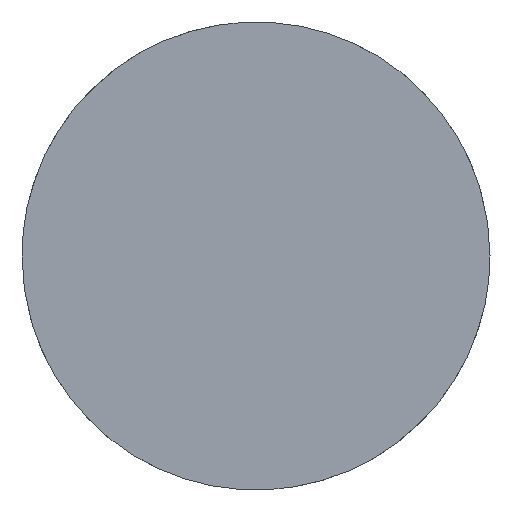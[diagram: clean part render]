
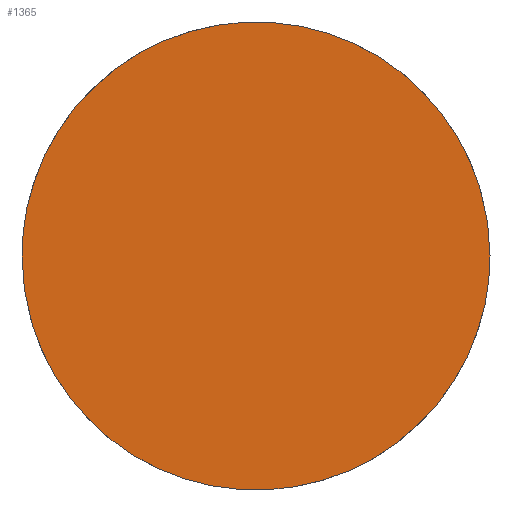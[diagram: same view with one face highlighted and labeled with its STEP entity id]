
A CAD part, left-side view. The second image highlights one B-rep face of the part: STEP entity #1365.
In plain terms, the highlighted planar face has unit normal (-1, 0, 0).
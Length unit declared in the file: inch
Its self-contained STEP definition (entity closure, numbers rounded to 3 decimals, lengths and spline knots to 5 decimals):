
#20 = CARTESIAN_POINT ( 'NONE',  ( -0.05372, -0.00563, -0.04508 ) ) ;
#21 = CARTESIAN_POINT ( 'NONE',  ( -0.05372, 0.0454, 0. ) ) ;
#27 = CARTESIAN_POINT ( 'NONE',  ( -0.05372, -0.01143, -0.04392 ) ) ;
#31 = CARTESIAN_POINT ( 'NONE',  ( -0.05372, -0.02735, 0.03609 ) ) ;
#67 = ORIENTED_EDGE ( 'NONE', *, *, #678, .T. ) ;
#76 = DIRECTION ( 'NONE',  ( -1., 0., 0. ) ) ;
#119 = CARTESIAN_POINT ( 'NONE',  ( -0.05372, 0.03641, 0.02767 ) ) ;
#121 = CARTESIAN_POINT ( 'NONE',  ( -0.05372, -0.04476, -0.00599 ) ) ;
#125 = CARTESIAN_POINT ( 'NONE',  ( -0.05372, 0.0454, 0.00599 ) ) ;
#129 = CARTESIAN_POINT ( 'NONE',  ( -0.05372, -0.02243, -0.03938 ) ) ;
#140 = CARTESIAN_POINT ( 'NONE',  ( -0.05372, -0.03576, 0.02766 ) ) ;
#228 = CARTESIAN_POINT ( 'NONE',  ( -0.05372, 0.0397, -0.02275 ) ) ;
#247 = CARTESIAN_POINT ( 'NONE',  ( -0.05372, 0.04425, 0.01174 ) ) ;
#249 = B_SPLINE_CURVE_WITH_KNOTS ( 'NONE', 3,
 ( #571, #917, #783, #228, #897, #1120, #684, #1231, #1367, #20, #27, #129, #667, #363, #1019, #468, #121, #1114 ),
 .UNSPECIFIED., .F., .F.,
 ( 4, 2, 2, 2, 2, 2, 2, 2, 4 ),
 ( 0., 0.125, 0.25, 0.375, 0.5, 0.625, 0.75, 0.875, 1. ),
 .UNSPECIFIED. ) ;
#303 = PLANE ( 'NONE',  #375 ) ;
#363 = CARTESIAN_POINT ( 'NONE',  ( -0.05372, -0.03577, -0.02767 ) ) ;
#375 = AXIS2_PLACEMENT_3D ( 'NONE', #974, #76, #737 ) ;
#462 = CARTESIAN_POINT ( 'NONE',  ( -0.05372, 0.02798, 0.03608 ) ) ;
#468 = CARTESIAN_POINT ( 'NONE',  ( -0.05372, -0.04362, -0.01174 ) ) ;
#471 = CARTESIAN_POINT ( 'NONE',  ( -0.05372, -0.02243, 0.03937 ) ) ;
#477 = CARTESIAN_POINT ( 'NONE',  ( -0.05372, -0.01144, 0.04393 ) ) ;
#571 = CARTESIAN_POINT ( 'NONE',  ( -0.05372, 0.0454, 0. ) ) ;
#575 = CARTESIAN_POINT ( 'NONE',  ( -0.05372, -0.03906, 0.02275 ) ) ;
#667 = CARTESIAN_POINT ( 'NONE',  ( -0.05372, -0.02734, -0.03608 ) ) ;
#678 = EDGE_CURVE ( 'NONE', #1410, #695, #806, .T. ) ;
#680 = CARTESIAN_POINT ( 'NONE',  ( -0.05372, 0.02307, 0.03938 ) ) ;
#684 = CARTESIAN_POINT ( 'NONE',  ( -0.05372, 0.02307, -0.03937 ) ) ;
#695 = VERTEX_POINT ( 'NONE', #21 ) ;
#737 = DIRECTION ( 'NONE',  ( 0., 1., 0. ) ) ;
#783 = CARTESIAN_POINT ( 'NONE',  ( -0.05372, 0.04424, -0.01175 ) ) ;
#806 = B_SPLINE_CURVE_WITH_KNOTS ( 'NONE', 3,
 ( #1025, #1349, #1016, #575, #140, #31, #471, #477, #899, #913, #1147, #680, #462, #119, #1122, #247, #125, #1263 ),
 .UNSPECIFIED., .F., .F.,
 ( 4, 2, 2, 2, 2, 2, 2, 2, 4 ),
 ( 0., 0.125, 0.25, 0.375, 0.5, 0.625, 0.75, 0.875, 1. ),
 .UNSPECIFIED. ) ;
#897 = CARTESIAN_POINT ( 'NONE',  ( -0.05372, 0.0364, -0.02766 ) ) ;
#899 = CARTESIAN_POINT ( 'NONE',  ( -0.05372, -0.00563, 0.04507 ) ) ;
#913 = CARTESIAN_POINT ( 'NONE',  ( -0.05372, 0.00627, 0.04508 ) ) ;
#917 = CARTESIAN_POINT ( 'NONE',  ( -0.05372, 0.0454, -0.00596 ) ) ;
#966 = CARTESIAN_POINT ( 'NONE',  ( -0.05372, -0.04476, 0. ) ) ;
#974 = CARTESIAN_POINT ( 'NONE',  ( -0.05372, -0.04476, 0. ) ) ;
#1016 = CARTESIAN_POINT ( 'NONE',  ( -0.05372, -0.0436, 0.01175 ) ) ;
#1019 = CARTESIAN_POINT ( 'NONE',  ( -0.05372, -0.03904, -0.02276 ) ) ;
#1025 = CARTESIAN_POINT ( 'NONE',  ( -0.05372, -0.04476, 0. ) ) ;
#1044 = EDGE_LOOP ( 'NONE', ( #67, #1154 ) ) ;
#1114 = CARTESIAN_POINT ( 'NONE',  ( -0.05372, -0.04476, 0. ) ) ;
#1120 = CARTESIAN_POINT ( 'NONE',  ( -0.05372, 0.02799, -0.03609 ) ) ;
#1122 = CARTESIAN_POINT ( 'NONE',  ( -0.05372, 0.03968, 0.02276 ) ) ;
#1147 = CARTESIAN_POINT ( 'NONE',  ( -0.05372, 0.01207, 0.04392 ) ) ;
#1154 = ORIENTED_EDGE ( 'NONE', *, *, #1294, .T. ) ;
#1231 = CARTESIAN_POINT ( 'NONE',  ( -0.05372, 0.01208, -0.04393 ) ) ;
#1263 = CARTESIAN_POINT ( 'NONE',  ( -0.05372, 0.0454, 0. ) ) ;
#1294 = EDGE_CURVE ( 'NONE', #695, #1410, #249, .T. ) ;
#1302 = FACE_OUTER_BOUND ( 'NONE', #1044, .T. ) ;
#1349 = CARTESIAN_POINT ( 'NONE',  ( -0.05372, -0.04476, 0.00596 ) ) ;
#1365 = ADVANCED_FACE ( 'NONE', ( #1302 ), #303, .T. ) ;
#1367 = CARTESIAN_POINT ( 'NONE',  ( -0.05372, 0.00627, -0.04507 ) ) ;
#1410 = VERTEX_POINT ( 'NONE', #966 ) ;
